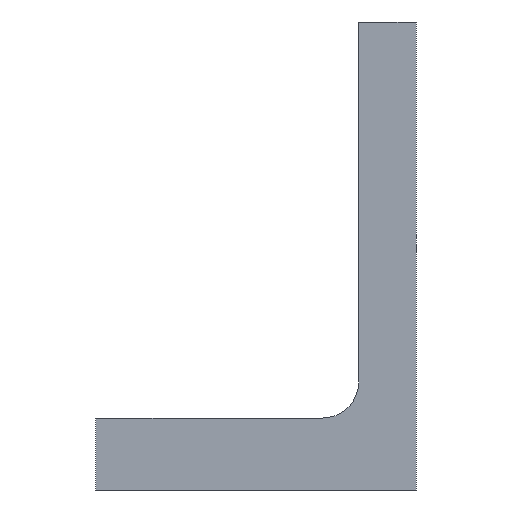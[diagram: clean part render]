
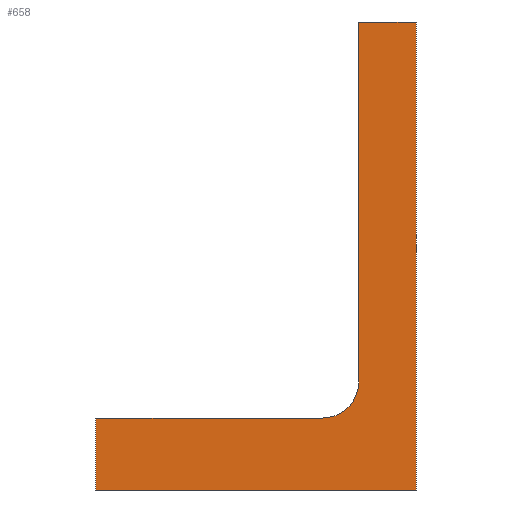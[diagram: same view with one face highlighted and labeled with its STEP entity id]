
A CAD part, left-side view. The second image highlights one B-rep face of the part: STEP entity #658.
In plain terms, the highlighted planar face has unit normal (-1, 0, 0).
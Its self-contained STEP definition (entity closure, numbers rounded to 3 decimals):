
#1 = DIRECTION ( 'NONE',  ( 0., 0., 1. ) ) ;
#7 = LINE ( 'NONE', #601, #399 ) ;
#13 = CARTESIAN_POINT ( 'NONE',  ( -34.5, 0., 6.5 ) ) ;
#29 = DIRECTION ( 'NONE',  ( 1., 0., 0. ) ) ;
#70 = ORIENTED_EDGE ( 'NONE', *, *, #391, .T. ) ;
#81 = VECTOR ( 'NONE', #687, 1000. ) ;
#88 = CARTESIAN_POINT ( 'NONE',  ( -34.5, 1.6, 6.5 ) ) ;
#98 = CARTESIAN_POINT ( 'NONE',  ( -34.5, 1.6, -3.5 ) ) ;
#114 = CARTESIAN_POINT ( 'NONE',  ( -34.5, 8.9, -4.5 ) ) ;
#125 = ORIENTED_EDGE ( 'NONE', *, *, #282, .F. ) ;
#132 = EDGE_CURVE ( 'NONE', #369, #567, #153, .T. ) ;
#138 = CARTESIAN_POINT ( 'NONE',  ( -34.5, 8.9, -6.5 ) ) ;
#151 = VECTOR ( 'NONE', #586, 1000. ) ;
#152 = FACE_OUTER_BOUND ( 'NONE', #656, .T. ) ;
#153 = LINE ( 'NONE', #634, #165 ) ;
#155 = EDGE_CURVE ( 'NONE', #623, #409, #506, .T. ) ;
#161 = DIRECTION ( 'NONE',  ( 1., 0., 0. ) ) ;
#165 = VECTOR ( 'NONE', #223, 1000. ) ;
#174 = AXIS2_PLACEMENT_3D ( 'NONE', #781, #161, #459 ) ;
#178 = VERTEX_POINT ( 'NONE', #577 ) ;
#197 = ORIENTED_EDGE ( 'NONE', *, *, #514, .F. ) ;
#207 = DIRECTION ( 'NONE',  ( 0., 0., -1. ) ) ;
#220 = EDGE_CURVE ( 'NONE', #409, #544, #7, .T. ) ;
#222 = CARTESIAN_POINT ( 'NONE',  ( -34.5, 0., -6.5 ) ) ;
#223 = DIRECTION ( 'NONE',  ( 0., 0., 1. ) ) ;
#241 = ORIENTED_EDGE ( 'NONE', *, *, #220, .T. ) ;
#247 = VECTOR ( 'NONE', #1, 1000. ) ;
#251 = LINE ( 'NONE', #684, #247 ) ;
#282 = EDGE_CURVE ( 'NONE', #178, #610, #460, .T. ) ;
#361 = ORIENTED_EDGE ( 'NONE', *, *, #155, .T. ) ;
#369 = VERTEX_POINT ( 'NONE', #98 ) ;
#371 = PLANE ( 'NONE',  #597 ) ;
#374 = CIRCLE ( 'NONE', #174, 1. ) ;
#391 = EDGE_CURVE ( 'NONE', #369, #610, #374, .T. ) ;
#399 = VECTOR ( 'NONE', #605, 1000. ) ;
#409 = VERTEX_POINT ( 'NONE', #222 ) ;
#459 = DIRECTION ( 'NONE',  ( 0., 0., -1. ) ) ;
#460 = LINE ( 'NONE', #114, #713 ) ;
#483 = CARTESIAN_POINT ( 'NONE',  ( -34.5, 1.6, 6.5 ) ) ;
#506 = LINE ( 'NONE', #640, #151 ) ;
#514 = EDGE_CURVE ( 'NONE', #567, #544, #699, .T. ) ;
#526 = EDGE_CURVE ( 'NONE', #623, #178, #251, .T. ) ;
#537 = ORIENTED_EDGE ( 'NONE', *, *, #132, .F. ) ;
#544 = VERTEX_POINT ( 'NONE', #13 ) ;
#567 = VERTEX_POINT ( 'NONE', #483 ) ;
#577 = CARTESIAN_POINT ( 'NONE',  ( -34.5, 8.9, -4.5 ) ) ;
#581 = CARTESIAN_POINT ( 'NONE',  ( -34.5, 2.6, -4.5 ) ) ;
#586 = DIRECTION ( 'NONE',  ( 0., -1., 0. ) ) ;
#597 = AXIS2_PLACEMENT_3D ( 'NONE', #88, #29, #207 ) ;
#601 = CARTESIAN_POINT ( 'NONE',  ( -34.5, 0., 6.5 ) ) ;
#605 = DIRECTION ( 'NONE',  ( 0., 0., 1. ) ) ;
#610 = VERTEX_POINT ( 'NONE', #581 ) ;
#623 = VERTEX_POINT ( 'NONE', #138 ) ;
#627 = CARTESIAN_POINT ( 'NONE',  ( -34.5, 1.6, 6.5 ) ) ;
#634 = CARTESIAN_POINT ( 'NONE',  ( -34.5, 1.6, 6.5 ) ) ;
#640 = CARTESIAN_POINT ( 'NONE',  ( -34.5, 1.6, -6.5 ) ) ;
#656 = EDGE_LOOP ( 'NONE', ( #241, #197, #537, #70, #125, #765, #361 ) ) ;
#658 = ADVANCED_FACE ( 'NONE', ( #152 ), #371, .F. ) ;
#684 = CARTESIAN_POINT ( 'NONE',  ( -34.5, 8.9, -6.5 ) ) ;
#687 = DIRECTION ( 'NONE',  ( 0., -1., 0. ) ) ;
#699 = LINE ( 'NONE', #627, #81 ) ;
#713 = VECTOR ( 'NONE', #788, 1000. ) ;
#765 = ORIENTED_EDGE ( 'NONE', *, *, #526, .F. ) ;
#781 = CARTESIAN_POINT ( 'NONE',  ( -34.5, 2.6, -3.5 ) ) ;
#788 = DIRECTION ( 'NONE',  ( 0., -1., 0. ) ) ;
